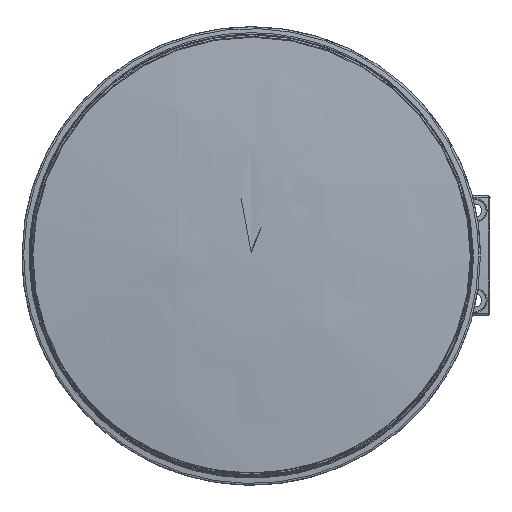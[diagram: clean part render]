
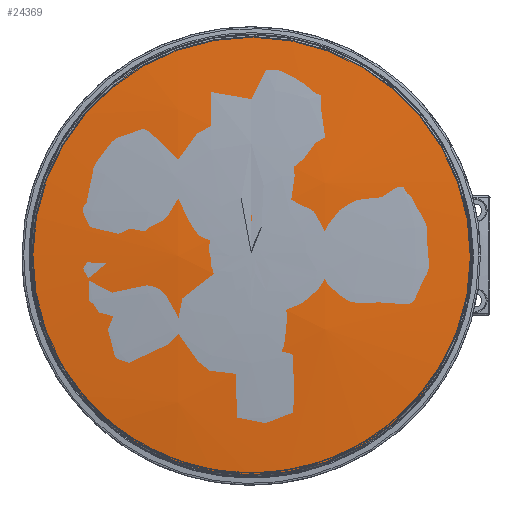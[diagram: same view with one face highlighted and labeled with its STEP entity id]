
A CAD part, front view. The second image highlights one B-rep face of the part: STEP entity #24369.
In plain terms, the highlighted spherical face has radius 1000 mm.
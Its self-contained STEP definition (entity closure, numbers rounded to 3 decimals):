
#1286=SPHERICAL_SURFACE('',#26495,1000.);
#2658=FACE_OUTER_BOUND('',#4135,.T.);
#4135=EDGE_LOOP('',(#18972));
#8637=CIRCLE('',#26496,110.11);
#10439=VERTEX_POINT('',#50234);
#13429=EDGE_CURVE('',#10439,#10439,#8637,.T.);
#18972=ORIENTED_EDGE('',*,*,#13429,.T.);
#24369=ADVANCED_FACE('',(#2658),#1286,.T.);
#26495=AXIS2_PLACEMENT_3D('',#50233,#31050,#31051);
#26496=AXIS2_PLACEMENT_3D('',#50235,#31052,#31053);
#31050=DIRECTION('center_axis',(1.,0.,0.));
#31051=DIRECTION('ref_axis',(0.,0.,-1.));
#31052=DIRECTION('center_axis',(0.,-1.,0.));
#31053=DIRECTION('ref_axis',(-1.,0.,0.));
#50233=CARTESIAN_POINT('Origin',(-300.,708.878,-1.67));
#50234=CARTESIAN_POINT('',(-189.892,-285.041,-2.352));
#50235=CARTESIAN_POINT('Origin',(-300.,-285.041,-1.67));
